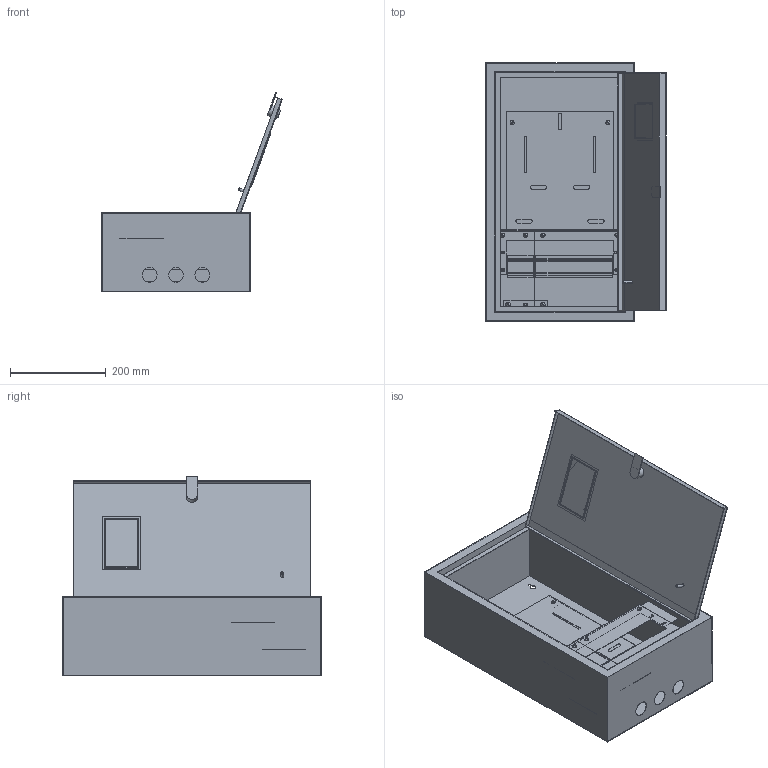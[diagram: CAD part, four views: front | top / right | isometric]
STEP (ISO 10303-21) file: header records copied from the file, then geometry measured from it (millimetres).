
FILE_DESCRIPTION (( 'STEP AP214' ), '1' );
FILE_NAME ('ShURN-3_12zo_IP31.STEP', '2016-11-30T09:13:45', ( 'user' ), ( '' ), 'SwSTEP 2.0', 'SolidWorks 2014', '' );
FILE_SCHEMA (( 'AUTOMOTIVE_DESIGN' ));
Length unit declared in the file: millimetre
Products named in the file (10): Panel_Lev_-01; SC GOST 17473_gost_‚¨­â A.M5x10 ƒŽ‘’ 17473-80; ShURN-3_12zo_IP31; STEKLO_IEK; Obolochka_SHURN_3_12; Panel_-01; DIN-Reika_12 ｬｮ､罩･ｩ; Reika_702.002-03; Dver_SHURN_3_12; Panel_Prav_-01
Assembly tree (20 placements, depth 2):
  ShURN-3_12zo_IP31
    Obolochka_SHURN_3_12
    Dver_SHURN_3_12
    DIN-Reika_12 ｬｮ､罩･ｩ
    Panel_-01
    SC GOST 17473_gost_‚¨­â A.M5x10 ƒŽ‘’ 17473-80  x12
    Panel_Lev_-01
    Panel_Prav_-01
    STEKLO_IEK
    Reika_702.002-03
Bounding box: 376.78 x 540 x 416.14 mm (x, y, z)
Volume: 834946 mm3; surface area: 1652111.8 mm2
Topology: 22 solids, 22 shells, 509 faces, 1271 edges, 832 vertices
Faces by surface type: plane 321, cylinder 160, sphere 24, cone 4
Entity records: 13402 total; most frequent: DIRECTION 2231, CARTESIAN_POINT 2206, ORIENTED_EDGE 2146, EDGE_CURVE 1073, LINE 781, VECTOR 781, AXIS2_PLACEMENT_3D 725, VERTEX_POINT 700
